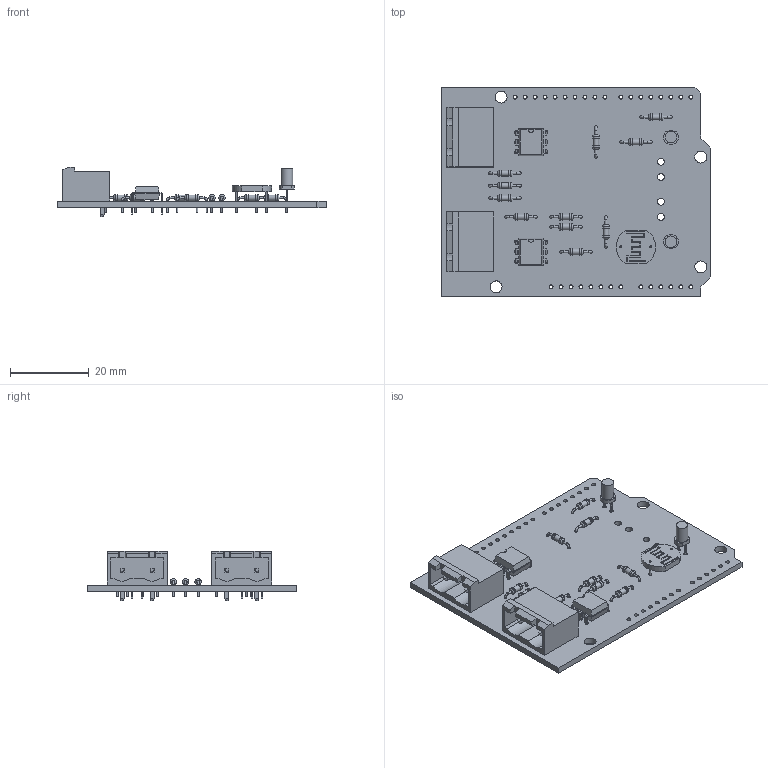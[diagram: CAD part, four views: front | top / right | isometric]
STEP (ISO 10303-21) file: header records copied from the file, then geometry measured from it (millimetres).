
FILE_DESCRIPTION(('KiCad electronic assembly'),'2;1');
FILE_NAME('new.step','2021-06-07T20:27:15',('An Author'),('A Company'), 'Open CASCADE STEP processor 6.9','KiCad to STEP converter','Unknown' );
FILE_SCHEMA(('AUTOMOTIVE_DESIGN { 1 0 10303 214 1 1 1 1 }'));
Length unit declared in the file: millimetre
Products named in the file (15): Open CASCADE STEP translator 6.9 1; Socket_header_Arduino_1x08; Socket_header_Arduino_1x06; Socket_header_Arduino_1x10; R_LDR_10x8.5mm_P7.6mm_Vertical; COMPOUND; LED_D3.0mm_FlatTop; SOLID; PhoenixContact_GMSTBA_2,5_2-G-7,62_1x02_P7.62mm_Horizontal; R_Axial_DIN0204_L3.6mm_D1.6mm_P7.62mm_Horizontal; DIP-6_W7.62mm
Assembly tree (28 placements, depth 3):
  Open CASCADE STEP translator 6.9 1
    Socket_header_Arduino_1x08  x2
    Socket_header_Arduino_1x06
    Socket_header_Arduino_1x10
    R_LDR_10x8.5mm_P7.6mm_Vertical
      COMPOUND
    LED_D3.0mm_FlatTop  x2
      SOLID
    PhoenixContact_GMSTBA_2,5_2-G-7,62_1x02_P7.62mm_Horizontal  x2
      SOLID
    R_Axial_DIN0204_L3.6mm_D1.6mm_P7.62mm_Horizontal  x11
      SOLID
    DIP-6_W7.62mm  x2
      SOLID
    COMPOUND
Bounding box: 68.58 x 53.34 x 12.6 mm (x, y, z)
Volume: 7801 mm3; surface area: 11570.1 mm2
Topology: 20 solids, 20 shells, 724 faces, 1696 edges, 1072 vertices
Faces by surface type: plane 443, cylinder 201, torus 44, bspline 36
Full cylindrical faces by diameter (mm): 0.5 x48, 0.7 x22, 0.8 x14, 0.9 x4, 1.016 x32, 1.4 x4, 1.44 x11, 1.6 x22, 1.75 x4, 3 x2, 3.048 x4
Entity records: 26793 total; most frequent: CARTESIAN_POINT 5135, DIRECTION 3695, LINE 2278, VECTOR 2278, ORIENTED_EDGE 1876, PCURVE 1876, DEFINITIONAL_REPRESENTATION 1876, EDGE_CURVE 938
